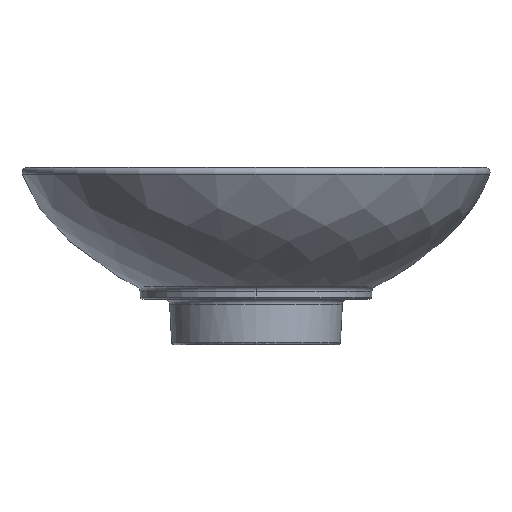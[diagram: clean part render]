
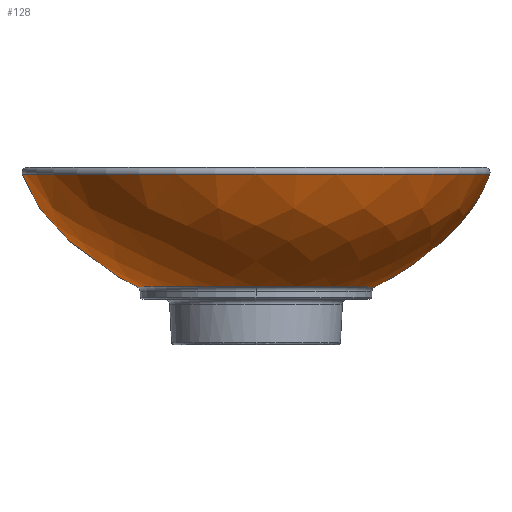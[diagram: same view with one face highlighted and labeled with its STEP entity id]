
A CAD part, front view. The second image highlights one B-rep face of the part: STEP entity #128.
In plain terms, the highlighted face is a revolution surface.
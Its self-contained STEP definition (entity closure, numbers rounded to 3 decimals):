
#50=SURFACE_OF_REVOLUTION('',#389,#52);
#52=AXIS1_PLACEMENT('',#1752,#495);
#128=ADVANCED_FACE('',(#155,#156),#50,.F.);
#155=FACE_BOUND('',#195,.T.);
#156=FACE_BOUND('',#196,.T.);
#195=EDGE_LOOP('',(#301,#302));
#196=EDGE_LOOP('',(#303));
#214=CIRCLE('',#416,108.143);
#216=CIRCLE('',#419,108.143);
#217=CIRCLE('',#421,212.804);
#301=ORIENTED_EDGE('',*,*,#378,.T.);
#302=ORIENTED_EDGE('',*,*,#380,.T.);
#303=ORIENTED_EDGE('',*,*,#381,.T.);
#335=VERTEX_POINT('',#1737);
#336=VERTEX_POINT('',#1739);
#337=VERTEX_POINT('',#1745);
#378=EDGE_CURVE('',#336,#335,#214,.T.);
#380=EDGE_CURVE('',#335,#336,#216,.T.);
#381=EDGE_CURVE('',#337,#337,#217,.T.);
#389=B_SPLINE_CURVE_WITH_KNOTS('',3,(#1747,#1748,#1749,#1750,#1751),
 .UNSPECIFIED.,.F.,.F.,(4,1,4),(0.,0.48,1.),.UNSPECIFIED.);
#416=AXIS2_PLACEMENT_3D('',#1738,#481,#482);
#419=AXIS2_PLACEMENT_3D('',#1742,#487,#488);
#421=AXIS2_PLACEMENT_3D('',#1744,#491,#492);
#481=DIRECTION('',(0.,0.,1.));
#482=DIRECTION('',(1.,0.,0.));
#487=DIRECTION('',(0.,0.,1.));
#488=DIRECTION('',(1.,0.,0.));
#491=DIRECTION('',(0.,0.,-1.));
#492=DIRECTION('',(1.,0.,0.));
#495=DIRECTION('',(0.,0.,1.));
#1737=CARTESIAN_POINT('',(0.,-108.143,-8.83));
#1738=CARTESIAN_POINT('',(0.,0.,-8.83));
#1739=CARTESIAN_POINT('',(0.,108.143,-8.83));
#1742=CARTESIAN_POINT('',(0.,0.,-8.83));
#1744=CARTESIAN_POINT('',(0.,0.,93.812));
#1745=CARTESIAN_POINT('',(212.804,0.,93.812));
#1747=CARTESIAN_POINT('',(214.55,0.,100.));
#1748=CARTESIAN_POINT('',(207.87,0.,72.891));
#1749=CARTESIAN_POINT('',(170.147,0.,26.848));
#1750=CARTESIAN_POINT('',(123.948,0.,-1.686));
#1751=CARTESIAN_POINT('',(105.66,0.,-9.98));
#1752=CARTESIAN_POINT('',(0.,0.,0.));
